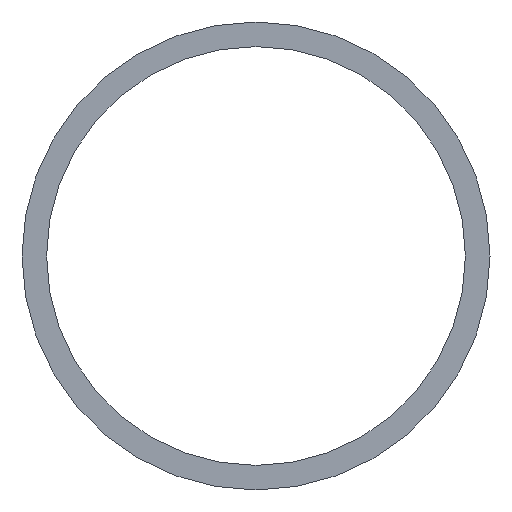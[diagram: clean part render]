
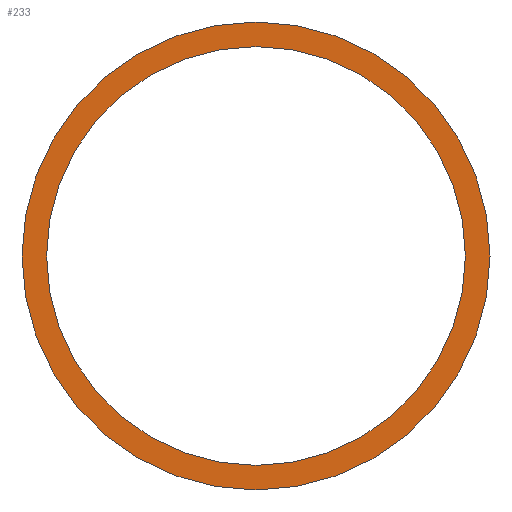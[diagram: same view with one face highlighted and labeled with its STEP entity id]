
A CAD part, left-side view. The second image highlights one B-rep face of the part: STEP entity #233.
In plain terms, the highlighted planar face has unit normal (-1, 0, 0).
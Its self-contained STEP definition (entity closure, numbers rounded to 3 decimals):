
#7 = CARTESIAN_POINT ( 'NONE',  ( -2390., 0., 0. ) ) ;
#19 = CIRCLE ( 'NONE', #52, 57.15 ) ;
#21 = EDGE_CURVE ( 'NONE', #177, #107, #114, .T. ) ;
#30 = ORIENTED_EDGE ( 'NONE', *, *, #216, .F. ) ;
#33 = DIRECTION ( 'NONE',  ( 0., 1., 0. ) ) ;
#45 = VERTEX_POINT ( 'NONE', #67 ) ;
#47 = CIRCLE ( 'NONE', #192, 57.15 ) ;
#48 = VERTEX_POINT ( 'NONE', #186 ) ;
#49 = CARTESIAN_POINT ( 'NONE',  ( -2390., -51.15, 0. ) ) ;
#52 = AXIS2_PLACEMENT_3D ( 'NONE', #7, #82, #116 ) ;
#67 = CARTESIAN_POINT ( 'NONE',  ( -2390., 57.15, 0. ) ) ;
#69 = EDGE_CURVE ( 'NONE', #45, #48, #47, .T. ) ;
#82 = DIRECTION ( 'NONE',  ( 1., 0., 0. ) ) ;
#84 = AXIS2_PLACEMENT_3D ( 'NONE', #229, #148, #231 ) ;
#87 = CARTESIAN_POINT ( 'NONE',  ( -2390., 0., 0. ) ) ;
#107 = VERTEX_POINT ( 'NONE', #236 ) ;
#114 = CIRCLE ( 'NONE', #134, 51.15 ) ;
#116 = DIRECTION ( 'NONE',  ( 0., 1., 0. ) ) ;
#122 = DIRECTION ( 'NONE',  ( 1., 0., 0. ) ) ;
#123 = EDGE_CURVE ( 'NONE', #107, #177, #242, .T. ) ;
#124 = DIRECTION ( 'NONE',  ( 1., 0., 0. ) ) ;
#134 = AXIS2_PLACEMENT_3D ( 'NONE', #237, #222, #143 ) ;
#140 = EDGE_LOOP ( 'NONE', ( #214, #144 ) ) ;
#143 = DIRECTION ( 'NONE',  ( 0., 1., 0. ) ) ;
#144 = ORIENTED_EDGE ( 'NONE', *, *, #123, .T. ) ;
#148 = DIRECTION ( 'NONE',  ( 1., 0., 0. ) ) ;
#162 = DIRECTION ( 'NONE',  ( 0., 1., 0. ) ) ;
#163 = CARTESIAN_POINT ( 'NONE',  ( -2390., 0., 0. ) ) ;
#168 = FACE_BOUND ( 'NONE', #140, .T. ) ;
#177 = VERTEX_POINT ( 'NONE', #49 ) ;
#186 = CARTESIAN_POINT ( 'NONE',  ( -2390., -57.15, 0. ) ) ;
#192 = AXIS2_PLACEMENT_3D ( 'NONE', #163, #124, #162 ) ;
#197 = ORIENTED_EDGE ( 'NONE', *, *, #69, .F. ) ;
#204 = EDGE_LOOP ( 'NONE', ( #30, #197 ) ) ;
#209 = FACE_OUTER_BOUND ( 'NONE', #204, .T. ) ;
#213 = AXIS2_PLACEMENT_3D ( 'NONE', #87, #122, #33 ) ;
#214 = ORIENTED_EDGE ( 'NONE', *, *, #21, .T. ) ;
#216 = EDGE_CURVE ( 'NONE', #48, #45, #19, .T. ) ;
#222 = DIRECTION ( 'NONE',  ( 1., 0., 0. ) ) ;
#229 = CARTESIAN_POINT ( 'NONE',  ( -2390., 0., 0. ) ) ;
#231 = DIRECTION ( 'NONE',  ( 0., 1., 0. ) ) ;
#233 = ADVANCED_FACE ( 'NONE', ( #168, #209 ), #243, .F. ) ;
#236 = CARTESIAN_POINT ( 'NONE',  ( -2390., 51.15, 0. ) ) ;
#237 = CARTESIAN_POINT ( 'NONE',  ( -2390., 0., 0. ) ) ;
#242 = CIRCLE ( 'NONE', #213, 51.15 ) ;
#243 = PLANE ( 'NONE',  #84 ) ;
